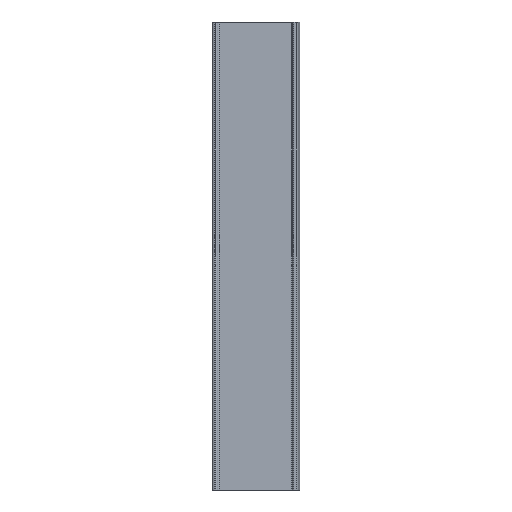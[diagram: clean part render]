
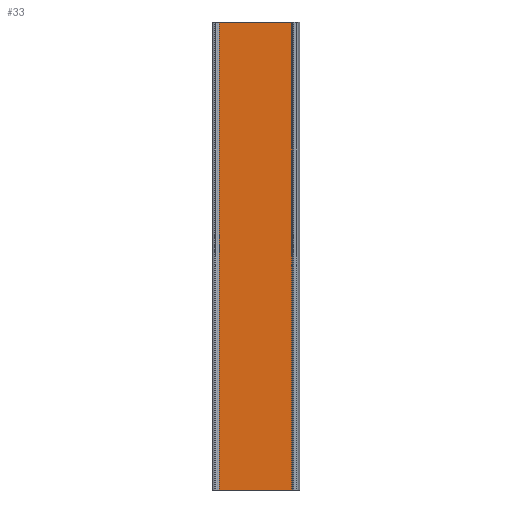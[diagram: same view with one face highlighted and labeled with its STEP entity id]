
A CAD part, front view. The second image highlights one B-rep face of the part: STEP entity #33.
In plain terms, the highlighted planar face has unit normal (0, -1, 0).
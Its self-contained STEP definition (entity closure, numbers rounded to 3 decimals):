
#33 = ADVANCED_FACE ( 'NONE', ( #415 ), #419, .F. ) ;
#70 = LINE ( 'NONE', #1654, #1525 ) ;
#90 = CARTESIAN_POINT ( 'NONE',  ( 7.75, 0., -50. ) ) ;
#112 = VECTOR ( 'NONE', #220, 1000. ) ;
#124 = CARTESIAN_POINT ( 'NONE',  ( -8., 0., 25. ) ) ;
#220 = DIRECTION ( 'NONE',  ( 0., 0., -1. ) ) ;
#385 = EDGE_CURVE ( 'NONE', #1516, #1637, #1503, .T. ) ;
#415 = FACE_OUTER_BOUND ( 'NONE', #746, .T. ) ;
#419 = PLANE ( 'NONE',  #1754 ) ;
#431 = DIRECTION ( 'NONE',  ( 1., 0., 0. ) ) ;
#509 = ORIENTED_EDGE ( 'NONE', *, *, #1135, .T. ) ;
#578 = EDGE_CURVE ( 'NONE', #1206, #1637, #1269, .T. ) ;
#620 = CARTESIAN_POINT ( 'NONE',  ( -7.75, 0., -25. ) ) ;
#693 = DIRECTION ( 'NONE',  ( 0., 0., 1. ) ) ;
#730 = CARTESIAN_POINT ( 'NONE',  ( -26.75, 0., 50. ) ) ;
#746 = EDGE_LOOP ( 'NONE', ( #857, #750, #875, #509 ) ) ;
#750 = ORIENTED_EDGE ( 'NONE', *, *, #578, .T. ) ;
#823 = EDGE_CURVE ( 'NONE', #873, #1206, #70, .T. ) ;
#857 = ORIENTED_EDGE ( 'NONE', *, *, #823, .T. ) ;
#873 = VERTEX_POINT ( 'NONE', #1661 ) ;
#875 = ORIENTED_EDGE ( 'NONE', *, *, #385, .F. ) ;
#1066 = DIRECTION ( 'NONE',  ( 0., 0., 1. ) ) ;
#1116 = VECTOR ( 'NONE', #1066, 1000. ) ;
#1135 = EDGE_CURVE ( 'NONE', #1516, #873, #1394, .T. ) ;
#1200 = CARTESIAN_POINT ( 'NONE',  ( 7.75, 0., 25. ) ) ;
#1206 = VERTEX_POINT ( 'NONE', #90 ) ;
#1269 = LINE ( 'NONE', #1200, #1116 ) ;
#1280 = CARTESIAN_POINT ( 'NONE',  ( 7.75, 0., 50. ) ) ;
#1373 = DIRECTION ( 'NONE',  ( 0., 1., 0. ) ) ;
#1394 = LINE ( 'NONE', #620, #112 ) ;
#1395 = CARTESIAN_POINT ( 'NONE',  ( -7.75, 0., 50. ) ) ;
#1420 = DIRECTION ( 'NONE',  ( 1., 0., 0. ) ) ;
#1422 = VECTOR ( 'NONE', #1420, 1000. ) ;
#1503 = LINE ( 'NONE', #730, #1422 ) ;
#1516 = VERTEX_POINT ( 'NONE', #1395 ) ;
#1525 = VECTOR ( 'NONE', #431, 1000. ) ;
#1637 = VERTEX_POINT ( 'NONE', #1280 ) ;
#1654 = CARTESIAN_POINT ( 'NONE',  ( -26.75, 0., -50. ) ) ;
#1661 = CARTESIAN_POINT ( 'NONE',  ( -7.75, 0., -50. ) ) ;
#1754 = AXIS2_PLACEMENT_3D ( 'NONE', #124, #1373, #693 ) ;
